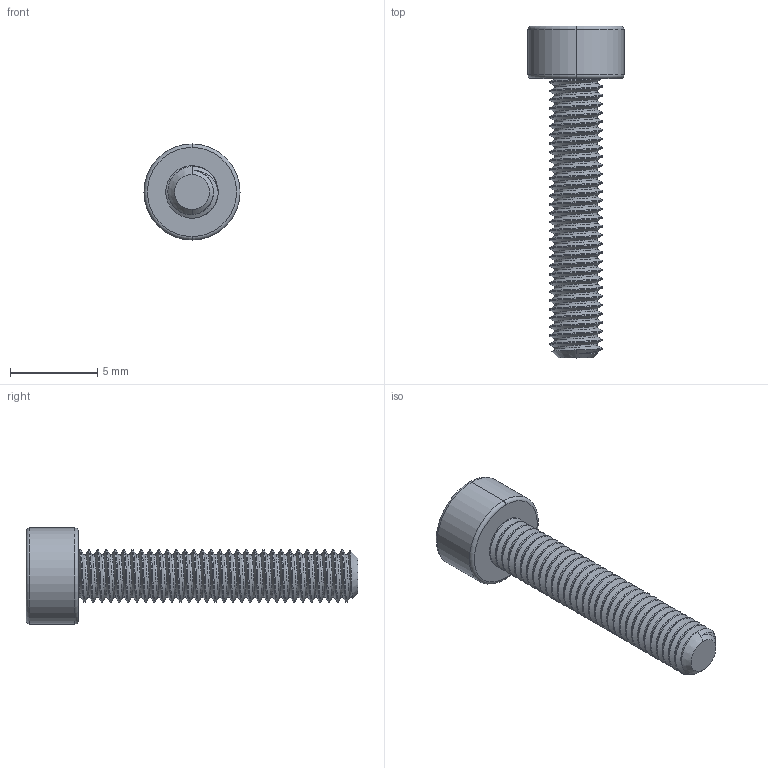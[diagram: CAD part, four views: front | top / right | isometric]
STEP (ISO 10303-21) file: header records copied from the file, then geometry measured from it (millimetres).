
FILE_DESCRIPTION (( 'STEP AP214' ), '1' );
FILE_NAME ('Screw_DIN_912_M3x16F_A2.STEP', '2024-07-16T00:33:48', ( '' ), ( '' ), 'SwSTEP 2.0', 'SolidWorks 2023', '' );
FILE_SCHEMA (( 'AUTOMOTIVE_DESIGN' ));
Length unit declared in the file: millimetre
Products named in the file (1): Screw_DIN_912_M3x16F_A2
Bounding box: 5.5 x 19 x 5.5 mm (x, y, z)
Volume: 153.7 mm3; surface area: 325 mm2
Topology: 1 solids, 1 shells, 96 faces, 260 edges, 168 vertices
Faces by surface type: cylinder 65, plane 22, torus 4, bspline 3, cone 2
Entity records: 6852 total; most frequent: CARTESIAN_POINT 4814, ORIENTED_EDGE 520, DIRECTION 328, EDGE_CURVE 260, VERTEX_POINT 168, AXIS2_PLACEMENT_3D 110, VECTOR 108, LINE 108
